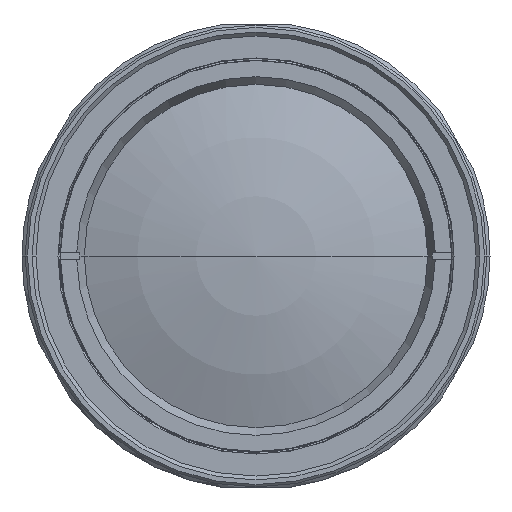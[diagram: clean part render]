
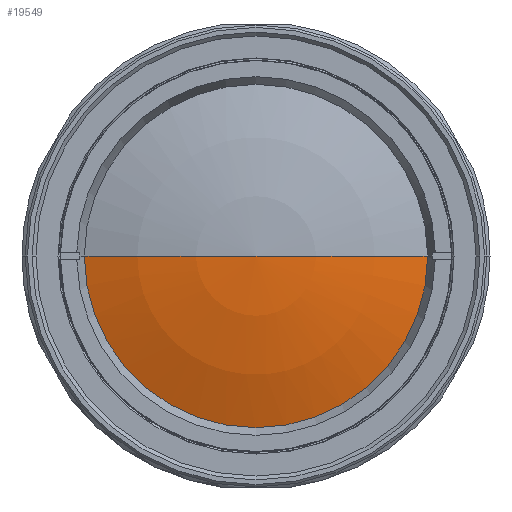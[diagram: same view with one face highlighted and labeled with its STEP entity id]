
A CAD part, left-side view. The second image highlights one B-rep face of the part: STEP entity #19549.
In plain terms, the highlighted spherical face has radius 67.3 mm.
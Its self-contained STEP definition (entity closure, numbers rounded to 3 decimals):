
#19549 = ADVANCED_FACE('',(#19550),#19579,.T.);
#19550 = FACE_BOUND('',#19551,.T.);
#19551 = EDGE_LOOP('',(#19552,#19563,#19572));
#19552 = ORIENTED_EDGE('',*,*,#19553,.F.);
#19553 = EDGE_CURVE('',#19554,#19556,#19558,.T.);
#19554 = VERTEX_POINT('',#19555);
#19555 = CARTESIAN_POINT('',(-44.786,0.,0.));
#19556 = VERTEX_POINT('',#19557);
#19557 = CARTESIAN_POINT('',(-40.78,-22.872,0.));
#19558 = CIRCLE('',#19559,67.3);
#19559 = AXIS2_PLACEMENT_3D('',#19560,#19561,#19562);
#19560 = CARTESIAN_POINT('',(22.514,0.,0.));
#19561 = DIRECTION('',(0.,0.,1.));
#19562 = DIRECTION('',(-1.,0.,0.));
#19563 = ORIENTED_EDGE('',*,*,#19564,.T.);
#19564 = EDGE_CURVE('',#19554,#19565,#19567,.T.);
#19565 = VERTEX_POINT('',#19566);
#19566 = CARTESIAN_POINT('',(-40.78,22.872,0.));
#19567 = CIRCLE('',#19568,67.3);
#19568 = AXIS2_PLACEMENT_3D('',#19569,#19570,#19571);
#19569 = CARTESIAN_POINT('',(22.514,0.,0.));
#19570 = DIRECTION('',(0.,0.,-1.));
#19571 = DIRECTION('',(-1.,0.,0.));
#19572 = ORIENTED_EDGE('',*,*,#19573,.T.);
#19573 = EDGE_CURVE('',#19565,#19556,#19574,.T.);
#19574 = CIRCLE('',#19575,22.872);
#19575 = AXIS2_PLACEMENT_3D('',#19576,#19577,#19578);
#19576 = CARTESIAN_POINT('',(-40.78,0.,0.));
#19577 = DIRECTION('',(-1.,0.,0.));
#19578 = DIRECTION('',(0.,1.,0.));
#19579 = SPHERICAL_SURFACE('',#19580,67.3);
#19580 = AXIS2_PLACEMENT_3D('',#19581,#19582,#19583);
#19581 = CARTESIAN_POINT('',(22.514,0.,0.));
#19582 = DIRECTION('',(1.,0.,0.));
#19583 = DIRECTION('',(0.,-1.,0.));
